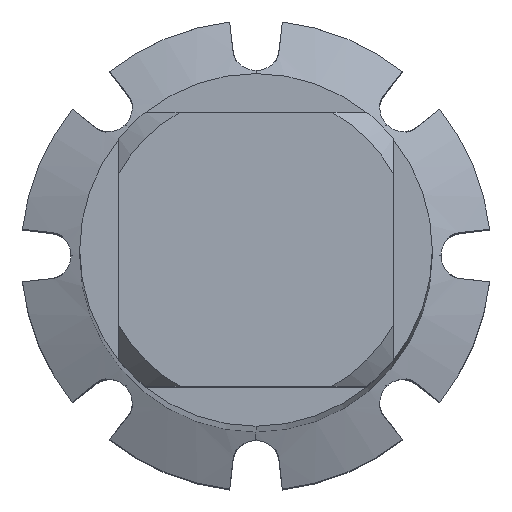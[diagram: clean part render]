
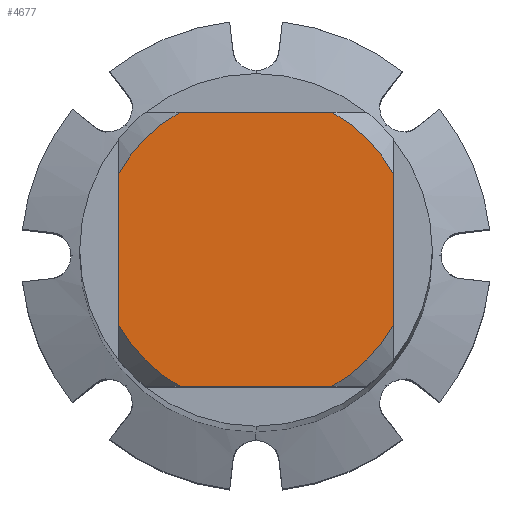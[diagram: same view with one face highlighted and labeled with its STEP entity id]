
A CAD part, top view. The second image highlights one B-rep face of the part: STEP entity #4677.
In plain terms, the highlighted planar face has unit normal (0, 0, 1).
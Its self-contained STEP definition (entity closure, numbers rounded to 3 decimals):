
#3639=VERTEX_POINT('',#10714);
#4315=EDGE_CURVE('',#5701,#9265,#11452,.T.);
#4677=ADVANCED_FACE('',(#11848),#11849,.T.);
#4987=VERTEX_POINT('',#12177);
#5069=EDGE_CURVE('',#7465,#9265,#12265,.T.);
#5701=VERTEX_POINT('',#12947);
#5949=VERTEX_POINT('',#13211);
#6073=EDGE_CURVE('',#3639,#7771,#13349,.T.);
#6251=EDGE_CURVE('',#5949,#9153,#13540,.T.);
#7465=VERTEX_POINT('',#14873);
#7771=VERTEX_POINT('',#15204);
#9153=VERTEX_POINT('',#16709);
#9265=VERTEX_POINT('',#16826);
#9473=EDGE_CURVE('',#3639,#9153,#17047,.T.);
#9805=EDGE_CURVE('',#5949,#4987,#17405,.T.);
#10391=EDGE_CURVE('',#7465,#4987,#18038,.T.);
#10467=EDGE_CURVE('',#5701,#7771,#18119,.T.);
#10714=CARTESIAN_POINT('',(3.5,-1.936,0.0));
#11452=LINE('',#19818,#19819);
#11848=FACE_OUTER_BOUND('',#20537,.T.);
#11849=PLANE('',#20538);
#12177=CARTESIAN_POINT('',(-3.5,-1.936,0.0));
#12265=CIRCLE('',#21272,4.0);
#12947=CARTESIAN_POINT('',(1.936,3.5,0.0));
#13211=CARTESIAN_POINT('',(-1.936,-3.5,0.0));
#13349=LINE('',#23221,#23222);
#13540=LINE('',#23611,#23612);
#14873=CARTESIAN_POINT('',(-3.5,1.936,0.0));
#15204=CARTESIAN_POINT('',(3.5,1.936,0.0));
#16709=CARTESIAN_POINT('',(1.936,-3.5,0.0));
#16826=CARTESIAN_POINT('',(-1.936,3.5,0.0));
#17047=CIRCLE('',#29747,4.0);
#17405=CIRCLE('',#30468,4.0);
#18038=LINE('',#31672,#31673);
#18119=CIRCLE('',#31840,4.0);
#19818=CARTESIAN_POINT('',(0.0,3.5,0.0));
#19819=VECTOR('',#32984,1.0);
#20537=EDGE_LOOP('',(#33394,#33395,#33396,#33397,#33398,#33399,#33400,#33401));
#20538=AXIS2_PLACEMENT_3D('',#33402,#33403,#33404);
#21272=AXIS2_PLACEMENT_3D('',#33725,#33726,#33727);
#23221=CARTESIAN_POINT('',(3.5,1.0,0.0));
#23222=VECTOR('',#35174,1.0);
#23611=CARTESIAN_POINT('',(0.0,-3.5,0.0));
#23612=VECTOR('',#35428,1.0);
#29747=AXIS2_PLACEMENT_3D('',#39143,#39144,#39145);
#30468=AXIS2_PLACEMENT_3D('',#39480,#39481,#39482);
#31672=CARTESIAN_POINT('',(-3.5,1.0,0.0));
#31673=VECTOR('',#40070,1.0);
#31840=AXIS2_PLACEMENT_3D('',#40133,#40134,#40135);
#32984=DIRECTION('',(-1.0,0.0,0.0));
#33394=ORIENTED_EDGE('',*,*,#10391,.T.);
#33395=ORIENTED_EDGE('',*,*,#9805,.F.);
#33396=ORIENTED_EDGE('',*,*,#6251,.T.);
#33397=ORIENTED_EDGE('',*,*,#9473,.F.);
#33398=ORIENTED_EDGE('',*,*,#6073,.T.);
#33399=ORIENTED_EDGE('',*,*,#10467,.F.);
#33400=ORIENTED_EDGE('',*,*,#4315,.T.);
#33401=ORIENTED_EDGE('',*,*,#5069,.F.);
#33402=CARTESIAN_POINT('',(0.0,2.0,0.0));
#33403=DIRECTION('',(-0.0,0.0,1.0));
#33404=DIRECTION('',(0.0,-1.0,0.0));
#33725=CARTESIAN_POINT('',(0.0,0.0,0.0));
#33726=DIRECTION('',(0.0,0.0,-1.0));
#33727=DIRECTION('',(0.0,1.0,0.0));
#35174=DIRECTION('',(-0.0,1.0,0.0));
#35428=DIRECTION('',(1.0,0.0,0.0));
#39143=CARTESIAN_POINT('',(0.0,0.0,0.0));
#39144=DIRECTION('',(0.0,0.0,-1.0));
#39145=DIRECTION('',(0.0,1.0,0.0));
#39480=CARTESIAN_POINT('',(0.0,0.0,0.0));
#39481=DIRECTION('',(0.0,0.0,-1.0));
#39482=DIRECTION('',(0.0,1.0,0.0));
#40070=DIRECTION('',(-0.0,-1.0,0.0));
#40133=CARTESIAN_POINT('',(0.0,0.0,0.0));
#40134=DIRECTION('',(0.0,0.0,-1.0));
#40135=DIRECTION('',(0.0,1.0,0.0));
